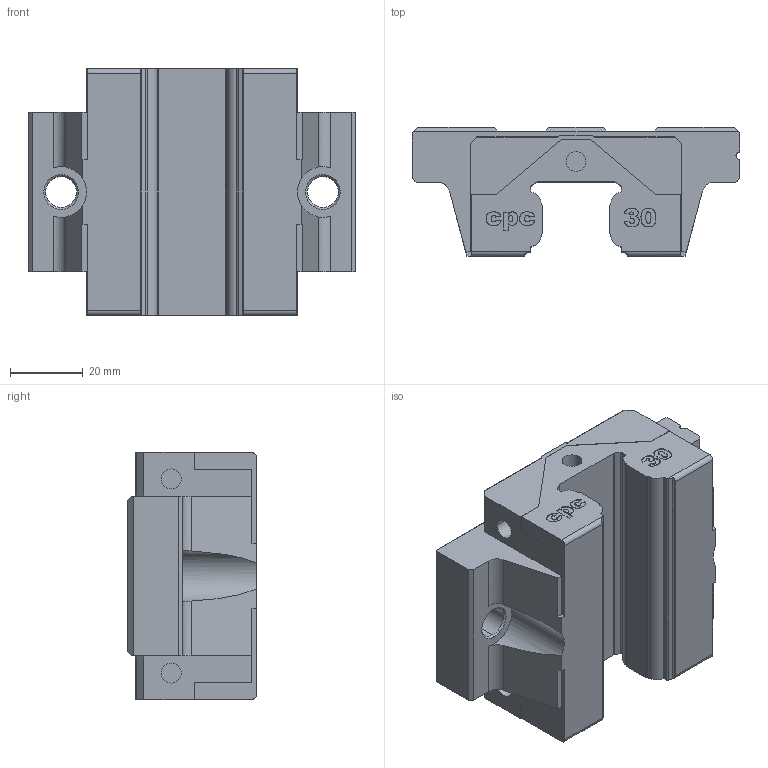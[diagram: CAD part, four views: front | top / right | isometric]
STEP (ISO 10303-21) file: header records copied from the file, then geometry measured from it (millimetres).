
FILE_DESCRIPTION (( 'STEP AP214' ), '1' );
FILE_NAME ('ARC30FS-block.STEP', '2013-03-11T10:32:27', ( 'CPC' ), ( '' ), 'SwSTEP 2.0', 'SolidWorks 2010', '' );
FILE_SCHEMA (( 'AUTOMOTIVE_DESIGN' ));
Length unit declared in the file: millimetre
Products named in the file (1): ARC30FS-block
Bounding box: 90 x 35.4 x 68 mm (x, y, z)
Volume: 129293.3 mm3; surface area: 23782.7 mm2
Topology: 1 solids, 1 shells, 321 faces, 877 edges, 582 vertices
Faces by surface type: plane 141, bspline 108, cylinder 64, cone 8
Entity records: 19139 total; most frequent: CARTESIAN_POINT 11263, ORIENTED_EDGE 1754, DIRECTION 1181, EDGE_CURVE 877, VERTEX_POINT 582, VECTOR 513, LINE 513, EDGE_LOOP 349
